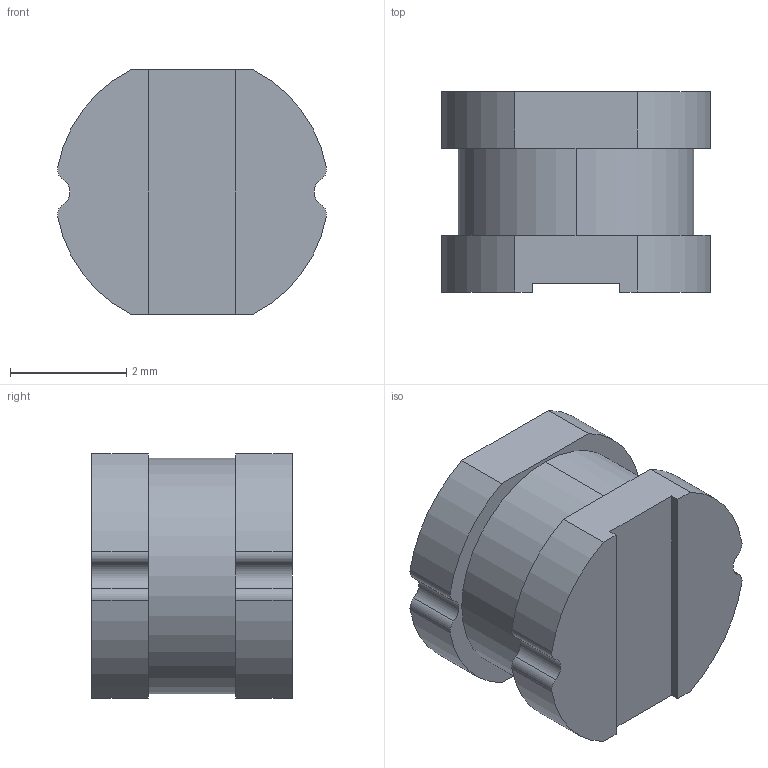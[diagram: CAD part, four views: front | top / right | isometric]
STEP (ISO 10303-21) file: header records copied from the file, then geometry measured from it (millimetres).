
FILE_DESCRIPTION (( 'STEP AP214' ), '1' );
FILE_NAME ('Coilcraft-SD43.STEP', '2019-01-15T16:30:45', ( '' ), ( '' ), 'SwSTEP 2.0', 'SolidWorks 2018', '' );
FILE_SCHEMA (( 'AUTOMOTIVE_DESIGN' ));
Length unit declared in the file: millimetre
Products named in the file (1): Coilcraft-SD43
Bounding box: 4.63 x 3.45 x 4.2 mm (x, y, z)
Volume: 50.5 mm3; surface area: 88.8 mm2
Topology: 1 solids, 1 shells, 67 faces, 165 edges, 105 vertices
Faces by surface type: plane 27, cylinder 22, bspline 18
Entity records: 3346 total; most frequent: CARTESIAN_POINT 1076, ORIENTED_EDGE 330, DIRECTION 273, EDGE_CURVE 165, VERTEX_POINT 105, AXIS2_PLACEMENT_3D 94, LINE 85, VECTOR 85
